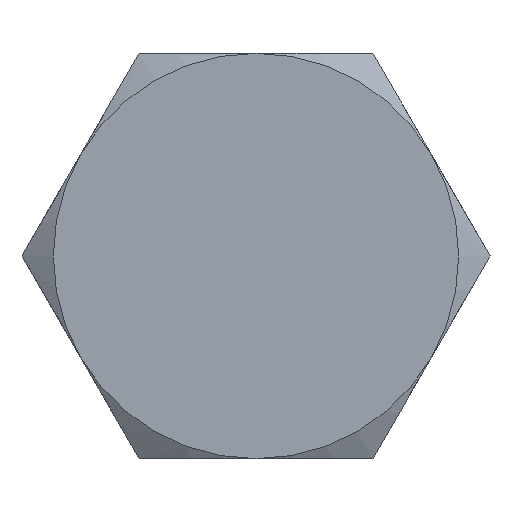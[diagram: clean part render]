
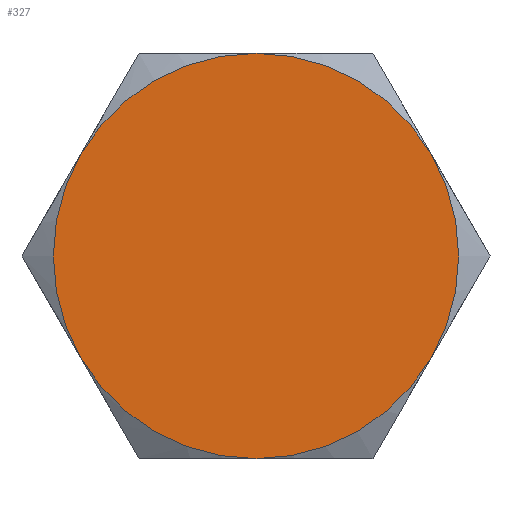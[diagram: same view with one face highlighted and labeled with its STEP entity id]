
A CAD part, left-side view. The second image highlights one B-rep face of the part: STEP entity #327.
In plain terms, the highlighted planar face has unit normal (-1, 0, 0).
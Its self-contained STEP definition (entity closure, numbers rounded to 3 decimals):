
#21 = CIRCLE ( 'NONE', #271, 8. ) ;
#23 = CARTESIAN_POINT ( 'NONE',  ( 0., -6.928, -4. ) ) ;
#40 = AXIS2_PLACEMENT_3D ( 'NONE', #340, #185, #337 ) ;
#42 = VERTEX_POINT ( 'NONE', #410 ) ;
#51 = DIRECTION ( 'NONE',  ( 0., 0., 1. ) ) ;
#57 = EDGE_CURVE ( 'NONE', #65, #102, #270, .T. ) ;
#63 = CARTESIAN_POINT ( 'NONE',  ( 0., 0., -8. ) ) ;
#64 = DIRECTION ( 'NONE',  ( 0., 0., -1. ) ) ;
#65 = VERTEX_POINT ( 'NONE', #63 ) ;
#73 = DIRECTION ( 'NONE',  ( 1., 0., 0. ) ) ;
#102 = VERTEX_POINT ( 'NONE', #373 ) ;
#110 = DIRECTION ( 'NONE',  ( 0., 0., -1. ) ) ;
#112 = EDGE_CURVE ( 'NONE', #329, #42, #461, .T. ) ;
#120 = VERTEX_POINT ( 'NONE', #23 ) ;
#121 = AXIS2_PLACEMENT_3D ( 'NONE', #203, #291, #159 ) ;
#123 = VERTEX_POINT ( 'NONE', #392 ) ;
#141 = DIRECTION ( 'NONE',  ( 1., 0., 0. ) ) ;
#152 = AXIS2_PLACEMENT_3D ( 'NONE', #386, #467, #379 ) ;
#159 = DIRECTION ( 'NONE',  ( 0., 0., -1. ) ) ;
#166 = AXIS2_PLACEMENT_3D ( 'NONE', #351, #73, #64 ) ;
#180 = PLANE ( 'NONE',  #152 ) ;
#183 = CARTESIAN_POINT ( 'NONE',  ( 0., 0., 8. ) ) ;
#185 = DIRECTION ( 'NONE',  ( 1., 0., 0. ) ) ;
#190 = EDGE_CURVE ( 'NONE', #42, #120, #323, .T. ) ;
#199 = DIRECTION ( 'NONE',  ( 1., 0., 0. ) ) ;
#203 = CARTESIAN_POINT ( 'NONE',  ( 0., 0., 0. ) ) ;
#205 = EDGE_CURVE ( 'NONE', #120, #65, #21, .T. ) ;
#245 = AXIS2_PLACEMENT_3D ( 'NONE', #445, #253, #51 ) ;
#253 = DIRECTION ( 'NONE',  ( -1., 0., 0. ) ) ;
#270 = CIRCLE ( 'NONE', #40, 8. ) ;
#271 = AXIS2_PLACEMENT_3D ( 'NONE', #275, #199, #110 ) ;
#275 = CARTESIAN_POINT ( 'NONE',  ( 0., 0., 0. ) ) ;
#277 = ORIENTED_EDGE ( 'NONE', *, *, #57, .F. ) ;
#284 = EDGE_CURVE ( 'NONE', #102, #123, #518, .T. ) ;
#288 = EDGE_CURVE ( 'NONE', #329, #123, #419, .T. ) ;
#289 = ORIENTED_EDGE ( 'NONE', *, *, #205, .F. ) ;
#291 = DIRECTION ( 'NONE',  ( 1., 0., 0. ) ) ;
#310 = ORIENTED_EDGE ( 'NONE', *, *, #284, .F. ) ;
#313 = FACE_OUTER_BOUND ( 'NONE', #447, .T. ) ;
#314 = DIRECTION ( 'NONE',  ( 0., 0., -1. ) ) ;
#323 = CIRCLE ( 'NONE', #166, 8. ) ;
#327 = ADVANCED_FACE ( 'NONE', ( #313 ), #180, .F. ) ;
#329 = VERTEX_POINT ( 'NONE', #183 ) ;
#333 = ORIENTED_EDGE ( 'NONE', *, *, #112, .F. ) ;
#337 = DIRECTION ( 'NONE',  ( 0., 0., -1. ) ) ;
#340 = CARTESIAN_POINT ( 'NONE',  ( 0., 0., 0. ) ) ;
#351 = CARTESIAN_POINT ( 'NONE',  ( 0., 0., 0. ) ) ;
#373 = CARTESIAN_POINT ( 'NONE',  ( 0., 6.928, -4. ) ) ;
#379 = DIRECTION ( 'NONE',  ( 0., 0., -1. ) ) ;
#386 = CARTESIAN_POINT ( 'NONE',  ( 0., 9.238, 0. ) ) ;
#392 = CARTESIAN_POINT ( 'NONE',  ( 0., 6.928, 4. ) ) ;
#406 = AXIS2_PLACEMENT_3D ( 'NONE', #440, #141, #314 ) ;
#410 = CARTESIAN_POINT ( 'NONE',  ( 0., -6.928, 4. ) ) ;
#419 = CIRCLE ( 'NONE', #245, 8. ) ;
#440 = CARTESIAN_POINT ( 'NONE',  ( 0., 0., 0. ) ) ;
#445 = CARTESIAN_POINT ( 'NONE',  ( 0., 0., 0. ) ) ;
#447 = EDGE_LOOP ( 'NONE', ( #277, #289, #490, #333, #488, #310 ) ) ;
#461 = CIRCLE ( 'NONE', #406, 8. ) ;
#467 = DIRECTION ( 'NONE',  ( 1., 0., 0. ) ) ;
#488 = ORIENTED_EDGE ( 'NONE', *, *, #288, .T. ) ;
#490 = ORIENTED_EDGE ( 'NONE', *, *, #190, .F. ) ;
#518 = CIRCLE ( 'NONE', #121, 8. ) ;
